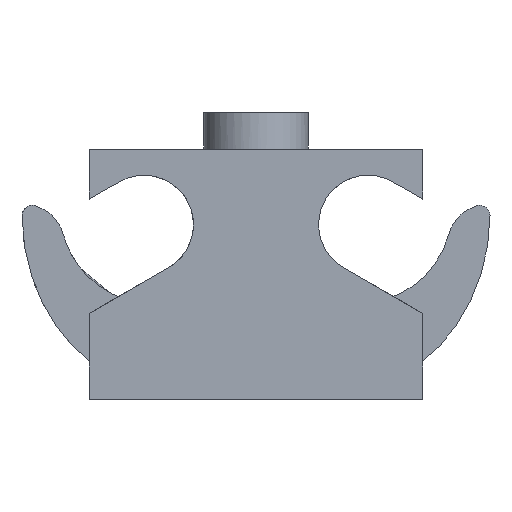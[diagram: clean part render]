
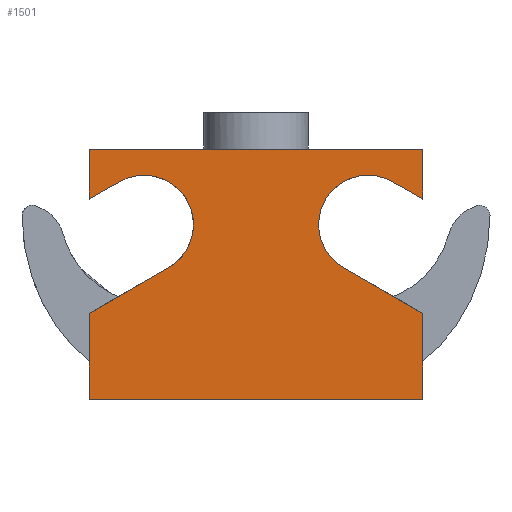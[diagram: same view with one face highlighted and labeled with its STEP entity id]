
A CAD part, left-side view. The second image highlights one B-rep face of the part: STEP entity #1501.
In plain terms, the highlighted planar face has unit normal (-1, 0, 0).
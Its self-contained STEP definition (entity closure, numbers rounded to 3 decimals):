
#1399=AXIS2_PLACEMENT_3D('Plane Axis2P3D',#1396,#1397,#1398) ;
#1470=AXIS2_PLACEMENT_3D('Circle Axis2P3D',#1468,#1469,$) ;
#332=CARTESIAN_POINT('Vertex',(0.,6.45,0.)) ;
#335=CARTESIAN_POINT('Line Origine',(0.,22.45,0.)) ;
#339=CARTESIAN_POINT('Vertex',(0.,38.45,0.)) ;
#1380=CARTESIAN_POINT('Vertex',(0.,6.45,8.234)) ;
#1383=CARTESIAN_POINT('Line Origine',(0.,6.45,4.117)) ;
#1396=CARTESIAN_POINT('Axis2P3D Location',(0.,22.45,0.)) ;
#1401=CARTESIAN_POINT('Line Origine',(0.,22.45,24.)) ;
#1405=CARTESIAN_POINT('Vertex',(0.,6.45,24.)) ;
#1407=CARTESIAN_POINT('Vertex',(0.,38.45,24.)) ;
#1410=CARTESIAN_POINT('Line Origine',(0.,38.45,21.602)) ;
#1414=CARTESIAN_POINT('Vertex',(0.,38.45,19.204)) ;
#1417=CARTESIAN_POINT('Line Origine',(0.,37.012,20.034)) ;
#1421=CARTESIAN_POINT('Vertex',(0.,35.575,20.864)) ;
#1425=CARTESIAN_POINT('Control Point',(0.,30.825,12.636)) ;
#1426=CARTESIAN_POINT('Control Point',(0.,30.363,12.903)) ;
#1427=CARTESIAN_POINT('Control Point',(0.,29.938,13.235)) ;
#1428=CARTESIAN_POINT('Control Point',(0.,29.563,13.625)) ;
#1429=CARTESIAN_POINT('Control Point',(0.,28.932,14.499)) ;
#1430=CARTESIAN_POINT('Control Point',(0.,28.567,15.514)) ;
#1431=CARTESIAN_POINT('Control Point',(0.,28.457,16.044)) ;
#1432=CARTESIAN_POINT('Control Point',(0.,28.389,17.12)) ;
#1433=CARTESIAN_POINT('Control Point',(0.,28.62,18.173)) ;
#1434=CARTESIAN_POINT('Control Point',(0.,28.81,18.68)) ;
#1435=CARTESIAN_POINT('Control Point',(0.,29.326,19.626)) ;
#1436=CARTESIAN_POINT('Control Point',(0.,30.083,20.394)) ;
#1437=CARTESIAN_POINT('Control Point',(0.,30.513,20.722)) ;
#1438=CARTESIAN_POINT('Control Point',(0.,31.454,21.248)) ;
#1439=CARTESIAN_POINT('Control Point',(0.,32.504,21.495)) ;
#1440=CARTESIAN_POINT('Control Point',(0.,33.043,21.543)) ;
#1441=CARTESIAN_POINT('Control Point',(0.,33.899,21.498)) ;
#1442=CARTESIAN_POINT('Control Point',(0.,34.719,21.267)) ;
#1443=CARTESIAN_POINT('Control Point',(0.,35.016,21.156)) ;
#1444=CARTESIAN_POINT('Control Point',(0.,35.302,21.021)) ;
#1445=CARTESIAN_POINT('Control Point',(0.,35.575,20.864)) ;
#1446=CARTESIAN_POINT('Vertex',(0.,30.825,12.636)) ;
#1449=CARTESIAN_POINT('Line Origine',(0.,34.637,10.435)) ;
#1453=CARTESIAN_POINT('Vertex',(0.,38.45,8.234)) ;
#1456=CARTESIAN_POINT('Line Origine',(0.,38.45,4.117)) ;
#1461=CARTESIAN_POINT('Line Origine',(0.,10.262,10.435)) ;
#1465=CARTESIAN_POINT('Vertex',(0.,14.075,12.636)) ;
#1468=CARTESIAN_POINT('Axis2P3D Location',(0.,11.7,16.75)) ;
#1472=CARTESIAN_POINT('Vertex',(0.,9.325,20.864)) ;
#1475=CARTESIAN_POINT('Line Origine',(0.,7.887,20.034)) ;
#1479=CARTESIAN_POINT('Vertex',(0.,6.45,19.204)) ;
#1482=CARTESIAN_POINT('Line Origine',(0.,6.45,21.602)) ;
#336=DIRECTION('Vector Direction',(0.,1.,0.)) ;
#1384=DIRECTION('Vector Direction',(0.,0.,-1.)) ;
#1397=DIRECTION('Axis2P3D Direction',(1.,0.,0.)) ;
#1398=DIRECTION('Axis2P3D XDirection',(0.,1.,0.)) ;
#1402=DIRECTION('Vector Direction',(0.,-1.,0.)) ;
#1411=DIRECTION('Vector Direction',(0.,0.,1.)) ;
#1418=DIRECTION('Vector Direction',(0.,0.866,-0.5)) ;
#1450=DIRECTION('Vector Direction',(0.,0.866,-0.5)) ;
#1457=DIRECTION('Vector Direction',(0.,0.,-1.)) ;
#1462=DIRECTION('Vector Direction',(0.,-0.866,-0.5)) ;
#1469=DIRECTION('Axis2P3D Direction',(1.,0.,0.)) ;
#1476=DIRECTION('Vector Direction',(0.,-0.866,-0.5)) ;
#1483=DIRECTION('Vector Direction',(0.,0.,1.)) ;
#337=VECTOR('Line Direction',#336,1.) ;
#1385=VECTOR('Line Direction',#1384,1.) ;
#1403=VECTOR('Line Direction',#1402,1.) ;
#1412=VECTOR('Line Direction',#1411,1.) ;
#1419=VECTOR('Line Direction',#1418,1.) ;
#1451=VECTOR('Line Direction',#1450,1.) ;
#1458=VECTOR('Line Direction',#1457,1.) ;
#1463=VECTOR('Line Direction',#1462,1.) ;
#1477=VECTOR('Line Direction',#1476,1.) ;
#1484=VECTOR('Line Direction',#1483,1.) ;
#1488=ORIENTED_EDGE('',*,*,#1409,.T.) ;
#1489=ORIENTED_EDGE('',*,*,#1416,.F.) ;
#1490=ORIENTED_EDGE('',*,*,#1423,.F.) ;
#1491=ORIENTED_EDGE('',*,*,#1448,.F.) ;
#1492=ORIENTED_EDGE('',*,*,#1455,.F.) ;
#1493=ORIENTED_EDGE('',*,*,#1460,.F.) ;
#1494=ORIENTED_EDGE('',*,*,#341,.T.) ;
#1495=ORIENTED_EDGE('',*,*,#1387,.T.) ;
#1496=ORIENTED_EDGE('',*,*,#1467,.T.) ;
#1497=ORIENTED_EDGE('',*,*,#1474,.T.) ;
#1498=ORIENTED_EDGE('',*,*,#1481,.T.) ;
#1499=ORIENTED_EDGE('',*,*,#1486,.T.) ;
#1501=ADVANCED_FACE('JB',(#1500),#1400,.F.) ;
#1424=B_SPLINE_CURVE_WITH_KNOTS('',5,(#1425,#1426,#1427,#1428,#1429,#1430,#1431,#1432,#1433,#1434,#1435,#1436,#1437,#1438,#1439,#1440,#1441,#1442,#1443,#1444,#1445),.UNSPECIFIED.,.F.,.U.,(6,3,3,3,3,3,6),(0.,3.775,7.55,11.325,15.099,18.874,21.103),.UNSPECIFIED.) ;
#1471=CIRCLE('generated circle',#1470,4.75) ;
#341=EDGE_CURVE('',#340,#333,#338,.F.) ;
#1387=EDGE_CURVE('',#333,#1381,#1386,.F.) ;
#1409=EDGE_CURVE('',#1406,#1408,#1404,.F.) ;
#1416=EDGE_CURVE('',#1415,#1408,#1413,.T.) ;
#1423=EDGE_CURVE('',#1422,#1415,#1420,.T.) ;
#1448=EDGE_CURVE('',#1447,#1422,#1424,.T.) ;
#1455=EDGE_CURVE('',#1454,#1447,#1452,.F.) ;
#1460=EDGE_CURVE('',#340,#1454,#1459,.F.) ;
#1467=EDGE_CURVE('',#1381,#1466,#1464,.F.) ;
#1474=EDGE_CURVE('',#1466,#1473,#1471,.T.) ;
#1481=EDGE_CURVE('',#1473,#1480,#1478,.T.) ;
#1486=EDGE_CURVE('',#1480,#1406,#1485,.T.) ;
#1487=EDGE_LOOP('',(#1488,#1489,#1490,#1491,#1492,#1493,#1494,#1495,#1496,#1497,#1498,#1499)) ;
#1500=FACE_OUTER_BOUND('',#1487,.T.) ;
#338=LINE('Line',#335,#337) ;
#1386=LINE('Line',#1383,#1385) ;
#1404=LINE('Line',#1401,#1403) ;
#1413=LINE('Line',#1410,#1412) ;
#1420=LINE('Line',#1417,#1419) ;
#1452=LINE('Line',#1449,#1451) ;
#1459=LINE('Line',#1456,#1458) ;
#1464=LINE('Line',#1461,#1463) ;
#1478=LINE('Line',#1475,#1477) ;
#1485=LINE('Line',#1482,#1484) ;
#1400=PLANE('',#1399) ;
#333=VERTEX_POINT('',#332) ;
#340=VERTEX_POINT('',#339) ;
#1381=VERTEX_POINT('',#1380) ;
#1406=VERTEX_POINT('',#1405) ;
#1408=VERTEX_POINT('',#1407) ;
#1415=VERTEX_POINT('',#1414) ;
#1422=VERTEX_POINT('',#1421) ;
#1447=VERTEX_POINT('',#1446) ;
#1454=VERTEX_POINT('',#1453) ;
#1466=VERTEX_POINT('',#1465) ;
#1473=VERTEX_POINT('',#1472) ;
#1480=VERTEX_POINT('',#1479) ;
